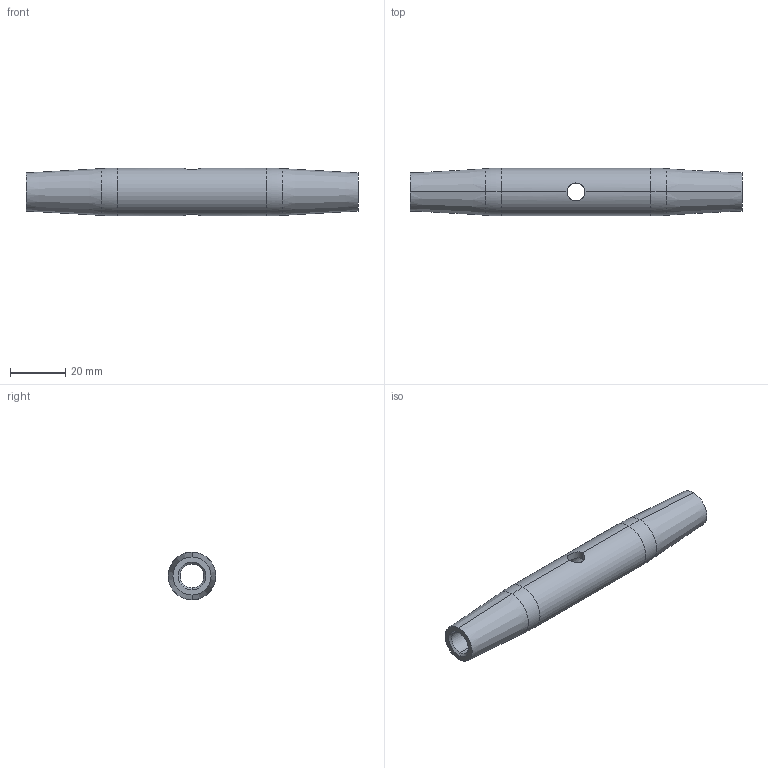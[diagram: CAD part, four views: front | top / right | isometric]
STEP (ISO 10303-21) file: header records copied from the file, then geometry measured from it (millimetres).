
FILE_DESCRIPTION (( 'STEP AP203' ), '1' );
FILE_NAME ('A14_7605-M10.STEP', '2023-02-27T10:37:54', ( '' ), ( '' ), 'SwSTEP 2.0', 'SolidWorks 2019', '' );
FILE_SCHEMA (( 'CONFIG_CONTROL_DESIGN' ));
Length unit declared in the file: millimetre
Products named in the file (1): A14_7605-M10
Bounding box: 120 x 17.2 x 17.2 mm (x, y, z)
Volume: 13853.3 mm3; surface area: 10390.4 mm2
Topology: 1 solids, 1 shells, 34 faces, 76 edges, 40 vertices
Faces by surface type: cylinder 12, cone 12, torus 8, plane 2
Entity records: 1257 total; most frequent: CARTESIAN_POINT 411, DIRECTION 178, ORIENTED_EDGE 152, EDGE_CURVE 76, AXIS2_PLACEMENT_3D 75, VERTEX_POINT 40, CIRCLE 40, EDGE_LOOP 36
